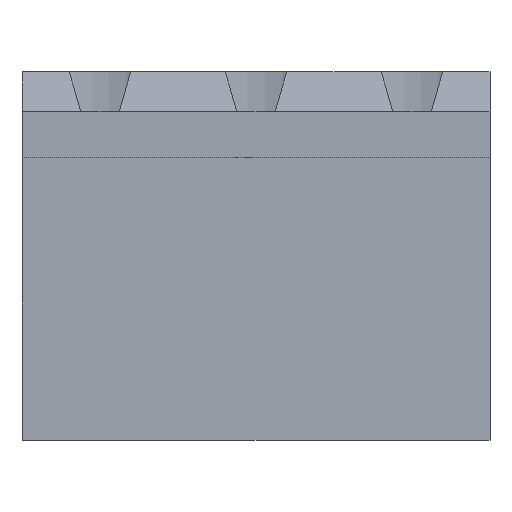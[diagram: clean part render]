
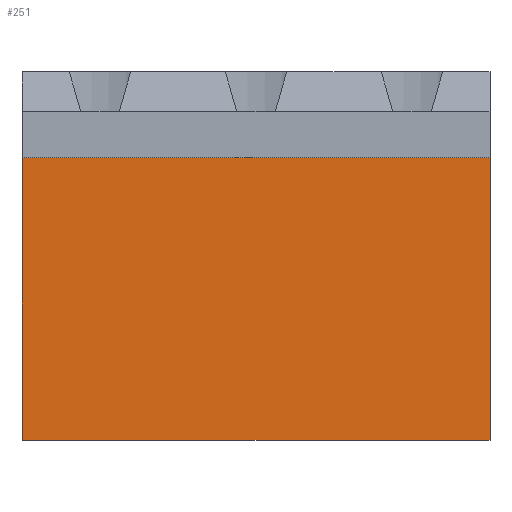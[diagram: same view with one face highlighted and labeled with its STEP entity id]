
A CAD part, front view. The second image highlights one B-rep face of the part: STEP entity #251.
In plain terms, the highlighted planar face has unit normal (0, -1, 0).
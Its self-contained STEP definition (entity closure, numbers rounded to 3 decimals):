
#251 = ADVANCED_FACE( '', ( #575 ), #576, .T. );
#575 = FACE_OUTER_BOUND( '', #994, .T. );
#576 = PLANE( '', #995 );
#994 = EDGE_LOOP( '', ( #1553, #1554, #1555, #1556 ) );
#995 = AXIS2_PLACEMENT_3D( '', #1557, #1558, #1559 );
#1553 = ORIENTED_EDGE( '', *, *, #2701, .F. );
#1554 = ORIENTED_EDGE( '', *, *, #2732, .F. );
#1555 = ORIENTED_EDGE( '', *, *, #2589, .F. );
#1556 = ORIENTED_EDGE( '', *, *, #2733, .T. );
#1557 = CARTESIAN_POINT( '', ( 8.62, -4.05, -6. ) );
#1558 = DIRECTION( '', ( 0., -1., 0. ) );
#1559 = DIRECTION( '', ( 0., 0., -1. ) );
#2589 = EDGE_CURVE( '', #3080, #3082, #3083, .T. );
#2701 = EDGE_CURVE( '', #3287, #3289, #3290, .T. );
#2732 = EDGE_CURVE( '', #3082, #3287, #3341, .T. );
#2733 = EDGE_CURVE( '', #3080, #3289, #3342, .T. );
#3080 = VERTEX_POINT( '', #3808 );
#3082 = VERTEX_POINT( '', #3811 );
#3083 = LINE( '', #3812, #3813 );
#3287 = VERTEX_POINT( '', #4106 );
#3289 = VERTEX_POINT( '', #4109 );
#3290 = LINE( '', #4110, #4111 );
#3341 = LINE( '', #4187, #4188 );
#3342 = LINE( '', #4189, #4190 );
#3808 = CARTESIAN_POINT( '', ( 7.62, -4.05, 3.2 ) );
#3811 = CARTESIAN_POINT( '', ( 7.62, -4.05, -6. ) );
#3812 = CARTESIAN_POINT( '', ( 7.62, -4.05, -6. ) );
#3813 = VECTOR( '', #4864, 1000. );
#4106 = CARTESIAN_POINT( '', ( -7.62, -4.05, -6. ) );
#4109 = CARTESIAN_POINT( '', ( -7.62, -4.05, 3.2 ) );
#4110 = CARTESIAN_POINT( '', ( -7.62, -4.05, -6. ) );
#4111 = VECTOR( '', #4976, 1000. );
#4187 = CARTESIAN_POINT( '', ( 8.62, -4.05, -6. ) );
#4188 = VECTOR( '', #5005, 1000. );
#4189 = CARTESIAN_POINT( '', ( 8.62, -4.05, 3.2 ) );
#4190 = VECTOR( '', #5006, 1000. );
#4864 = DIRECTION( '', ( 0., 0., -1. ) );
#4976 = DIRECTION( '', ( 0., 0., 1. ) );
#5005 = DIRECTION( '', ( -1., 0., 0. ) );
#5006 = DIRECTION( '', ( -1., 0., 0. ) );
